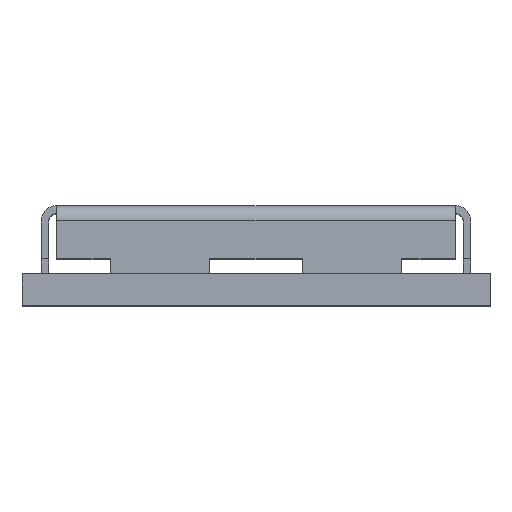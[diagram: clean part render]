
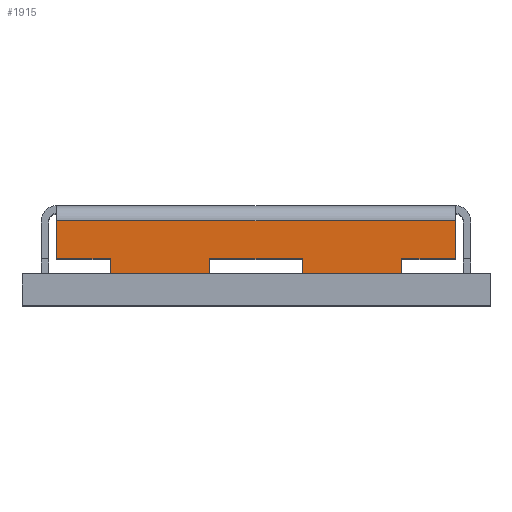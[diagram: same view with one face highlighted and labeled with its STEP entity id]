
A CAD part, top view. The second image highlights one B-rep face of the part: STEP entity #1915.
In plain terms, the highlighted face is planar.
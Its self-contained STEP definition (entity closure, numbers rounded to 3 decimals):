
#249 = VECTOR ( 'NONE', #4894, 1000. ) ;
#363 = VERTEX_POINT ( 'NONE', #6149 ) ;
#652 = VERTEX_POINT ( 'NONE', #1776 ) ;
#680 = EDGE_CURVE ( 'NONE', #3721, #9372, #9601, .T. ) ;
#932 = EDGE_CURVE ( 'NONE', #5984, #7920, #12137, .T. ) ;
#1001 = VECTOR ( 'NONE', #9966, 1000. ) ;
#1043 = CARTESIAN_POINT ( 'NONE',  ( 5.6, 0.82, -7.5 ) ) ;
#1245 = CARTESIAN_POINT ( 'NONE',  ( 0., 2.2, -7.5 ) ) ;
#1258 = CARTESIAN_POINT ( 'NONE',  ( 5.2, 0., -7.5 ) ) ;
#1299 = VECTOR ( 'NONE', #9221, 1000. ) ;
#1339 = CARTESIAN_POINT ( 'NONE',  ( 5.6, 0.82, -7.5 ) ) ;
#1378 = LINE ( 'NONE', #1245, #11879 ) ;
#1445 = VERTEX_POINT ( 'NONE', #8831 ) ;
#1543 = LINE ( 'NONE', #3968, #7802 ) ;
#1605 = LINE ( 'NONE', #12370, #1299 ) ;
#1656 = EDGE_CURVE ( 'NONE', #11376, #1445, #1605, .T. ) ;
#1671 = EDGE_CURVE ( 'NONE', #652, #1445, #2703, .T. ) ;
#1776 = CARTESIAN_POINT ( 'NONE',  ( 5.2, 2.2, -7.5 ) ) ;
#1915 = ADVANCED_FACE ( 'NONE', ( #10527 ), #2121, .T. ) ;
#2121 = PLANE ( 'NONE',  #11269 ) ;
#2362 = CARTESIAN_POINT ( 'NONE',  ( 3.8, 0.82, -7.5 ) ) ;
#2413 = CARTESIAN_POINT ( 'NONE',  ( 0., 0., -7.5 ) ) ;
#2570 = VECTOR ( 'NONE', #3230, 1000. ) ;
#2594 = CARTESIAN_POINT ( 'NONE',  ( 0., 1.22, -7.5 ) ) ;
#2664 = EDGE_CURVE ( 'NONE', #7920, #3721, #3118, .T. ) ;
#2703 = LINE ( 'NONE', #1258, #2856 ) ;
#2729 = EDGE_LOOP ( 'NONE', ( #4333, #4342, #7313, #6594, #10104, #9645, #12828, #7377, #9413, #5220, #3039, #8687 ) ) ;
#2856 = VECTOR ( 'NONE', #11199, 1000. ) ;
#2999 = EDGE_CURVE ( 'NONE', #4638, #652, #1378, .T. ) ;
#3039 = ORIENTED_EDGE ( 'NONE', *, *, #932, .F. ) ;
#3118 = LINE ( 'NONE', #2594, #5008 ) ;
#3230 = DIRECTION ( 'NONE',  ( 1., 0., 0. ) ) ;
#3370 = VERTEX_POINT ( 'NONE', #4121 ) ;
#3538 = EDGE_CURVE ( 'NONE', #10694, #363, #12485, .T. ) ;
#3721 = VERTEX_POINT ( 'NONE', #4801 ) ;
#3909 = CARTESIAN_POINT ( 'NONE',  ( -5.2, 0., -7.5 ) ) ;
#3968 = CARTESIAN_POINT ( 'NONE',  ( 3.8, 0., -7.5 ) ) ;
#4121 = CARTESIAN_POINT ( 'NONE',  ( -3.8, 0.82, -7.5 ) ) ;
#4333 = ORIENTED_EDGE ( 'NONE', *, *, #4784, .F. ) ;
#4342 = ORIENTED_EDGE ( 'NONE', *, *, #3538, .F. ) ;
#4459 = EDGE_CURVE ( 'NONE', #9372, #11000, #12791, .T. ) ;
#4638 = VERTEX_POINT ( 'NONE', #7573 ) ;
#4784 = EDGE_CURVE ( 'NONE', #363, #3370, #8355, .T. ) ;
#4801 = CARTESIAN_POINT ( 'NONE',  ( 1.2, 1.22, -7.5 ) ) ;
#4894 = DIRECTION ( 'NONE',  ( 1., 0., 0. ) ) ;
#5008 = VECTOR ( 'NONE', #6619, 1000. ) ;
#5104 = DIRECTION ( 'NONE',  ( 0., 1., 0. ) ) ;
#5220 = ORIENTED_EDGE ( 'NONE', *, *, #2664, .F. ) ;
#5236 = CARTESIAN_POINT ( 'NONE',  ( -1.2, 0.82, -7.5 ) ) ;
#5883 = EDGE_CURVE ( 'NONE', #3370, #5984, #9953, .T. ) ;
#5887 = CARTESIAN_POINT ( 'NONE',  ( -3.8, 0., -7.5 ) ) ;
#5984 = VERTEX_POINT ( 'NONE', #5236 ) ;
#6149 = CARTESIAN_POINT ( 'NONE',  ( -3.8, 1.22, -7.5 ) ) ;
#6582 = DIRECTION ( 'NONE',  ( 1., 0., 0. ) ) ;
#6594 = ORIENTED_EDGE ( 'NONE', *, *, #2999, .T. ) ;
#6619 = DIRECTION ( 'NONE',  ( 1., 0., 0. ) ) ;
#7313 = ORIENTED_EDGE ( 'NONE', *, *, #8615, .F. ) ;
#7377 = ORIENTED_EDGE ( 'NONE', *, *, #4459, .F. ) ;
#7573 = CARTESIAN_POINT ( 'NONE',  ( -5.2, 2.2, -7.5 ) ) ;
#7802 = VECTOR ( 'NONE', #5104, 1000. ) ;
#7920 = VERTEX_POINT ( 'NONE', #8066 ) ;
#7985 = DIRECTION ( 'NONE',  ( 0., 1., 0. ) ) ;
#8066 = CARTESIAN_POINT ( 'NONE',  ( -1.2, 1.22, -7.5 ) ) ;
#8355 = LINE ( 'NONE', #5887, #11972 ) ;
#8615 = EDGE_CURVE ( 'NONE', #4638, #10694, #12524, .T. ) ;
#8687 = ORIENTED_EDGE ( 'NONE', *, *, #5883, .F. ) ;
#8831 = CARTESIAN_POINT ( 'NONE',  ( 5.2, 1.22, -7.5 ) ) ;
#8837 = VECTOR ( 'NONE', #7985, 1000. ) ;
#8887 = CARTESIAN_POINT ( 'NONE',  ( 3.8, 1.22, -7.5 ) ) ;
#8913 = CARTESIAN_POINT ( 'NONE',  ( 1.2, 0., -7.5 ) ) ;
#9221 = DIRECTION ( 'NONE',  ( 1., 0., 0. ) ) ;
#9234 = DIRECTION ( 'NONE',  ( 0., -1., 0. ) ) ;
#9346 = VECTOR ( 'NONE', #6582, 1000. ) ;
#9372 = VERTEX_POINT ( 'NONE', #11601 ) ;
#9413 = ORIENTED_EDGE ( 'NONE', *, *, #680, .F. ) ;
#9601 = LINE ( 'NONE', #8913, #1001 ) ;
#9645 = ORIENTED_EDGE ( 'NONE', *, *, #1656, .F. ) ;
#9950 = CARTESIAN_POINT ( 'NONE',  ( -1.2, 0., -7.5 ) ) ;
#9953 = LINE ( 'NONE', #1043, #249 ) ;
#9966 = DIRECTION ( 'NONE',  ( 0., -1., 0. ) ) ;
#10104 = ORIENTED_EDGE ( 'NONE', *, *, #1671, .T. ) ;
#10527 = FACE_OUTER_BOUND ( 'NONE', #2729, .T. ) ;
#10529 = CARTESIAN_POINT ( 'NONE',  ( 0., 1.22, -7.5 ) ) ;
#10694 = VERTEX_POINT ( 'NONE', #11878 ) ;
#10744 = EDGE_CURVE ( 'NONE', #11000, #11376, #1543, .T. ) ;
#11000 = VERTEX_POINT ( 'NONE', #2362 ) ;
#11136 = DIRECTION ( 'NONE',  ( 0., 0., -1. ) ) ;
#11199 = DIRECTION ( 'NONE',  ( 0., -1., 0. ) ) ;
#11269 = AXIS2_PLACEMENT_3D ( 'NONE', #2413, #11136, #12154 ) ;
#11376 = VERTEX_POINT ( 'NONE', #8887 ) ;
#11601 = CARTESIAN_POINT ( 'NONE',  ( 1.2, 0.82, -7.5 ) ) ;
#11834 = DIRECTION ( 'NONE',  ( 0., -1., 0. ) ) ;
#11878 = CARTESIAN_POINT ( 'NONE',  ( -5.2, 1.22, -7.5 ) ) ;
#11879 = VECTOR ( 'NONE', #12356, 1000. ) ;
#11972 = VECTOR ( 'NONE', #11834, 1000. ) ;
#12137 = LINE ( 'NONE', #9950, #8837 ) ;
#12154 = DIRECTION ( 'NONE',  ( 0., 1., 0. ) ) ;
#12210 = VECTOR ( 'NONE', #9234, 1000. ) ;
#12356 = DIRECTION ( 'NONE',  ( 1., 0., 0. ) ) ;
#12370 = CARTESIAN_POINT ( 'NONE',  ( 0., 1.22, -7.5 ) ) ;
#12485 = LINE ( 'NONE', #10529, #9346 ) ;
#12524 = LINE ( 'NONE', #3909, #12210 ) ;
#12791 = LINE ( 'NONE', #1339, #2570 ) ;
#12828 = ORIENTED_EDGE ( 'NONE', *, *, #10744, .F. ) ;
